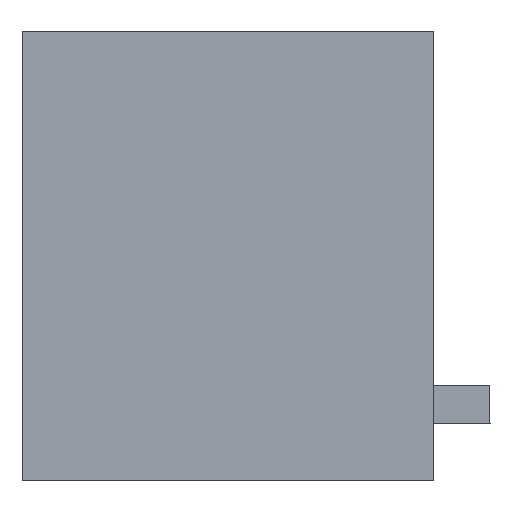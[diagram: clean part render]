
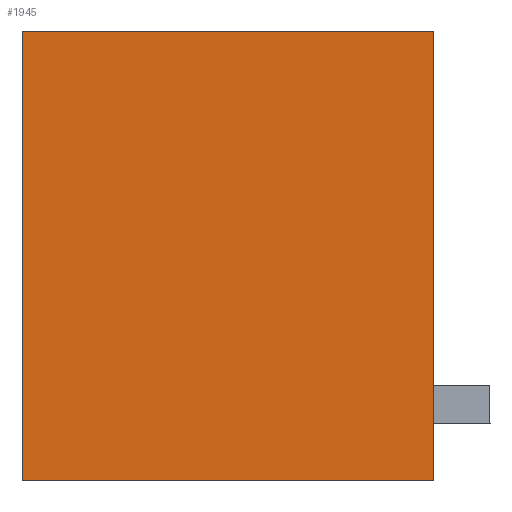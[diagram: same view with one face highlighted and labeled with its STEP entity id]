
A CAD part, left-side view. The second image highlights one B-rep face of the part: STEP entity #1945.
In plain terms, the highlighted planar face has unit normal (-1, 0, 0).
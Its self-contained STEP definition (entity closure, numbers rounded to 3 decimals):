
#1932=AXIS2_PLACEMENT_3D('Plane Axis2P3D',#1929,#1930,#1931) ;
#244=CARTESIAN_POINT('Vertex',(0.,1.5,0.)) ;
#247=CARTESIAN_POINT('Line Origine',(0.,7.,0.)) ;
#251=CARTESIAN_POINT('Vertex',(0.,12.5,0.)) ;
#1271=CARTESIAN_POINT('Line Origine',(0.,7.,12.)) ;
#1275=CARTESIAN_POINT('Vertex',(0.,1.5,12.)) ;
#1277=CARTESIAN_POINT('Vertex',(0.,12.5,12.)) ;
#1917=CARTESIAN_POINT('Line Origine',(0.,1.5,6.)) ;
#1929=CARTESIAN_POINT('Axis2P3D Location',(0.,0.,0.)) ;
#1934=CARTESIAN_POINT('Line Origine',(0.,12.5,6.)) ;
#248=DIRECTION('Vector Direction',(0.,-1.,0.)) ;
#1272=DIRECTION('Vector Direction',(0.,1.,0.)) ;
#1918=DIRECTION('Vector Direction',(0.,0.,-1.)) ;
#1930=DIRECTION('Axis2P3D Direction',(-1.,0.,0.)) ;
#1931=DIRECTION('Axis2P3D XDirection',(0.,0.,1.)) ;
#1935=DIRECTION('Vector Direction',(0.,0.,1.)) ;
#249=VECTOR('Line Direction',#248,1.) ;
#1273=VECTOR('Line Direction',#1272,1.) ;
#1919=VECTOR('Line Direction',#1918,1.) ;
#1936=VECTOR('Line Direction',#1935,1.) ;
#1940=ORIENTED_EDGE('',*,*,#253,.T.) ;
#1941=ORIENTED_EDGE('',*,*,#1921,.T.) ;
#1942=ORIENTED_EDGE('',*,*,#1279,.T.) ;
#1943=ORIENTED_EDGE('',*,*,#1938,.T.) ;
#1945=ADVANCED_FACE('HOUSING',(#1944),#1933,.T.) ;
#253=EDGE_CURVE('',#252,#245,#250,.T.) ;
#1279=EDGE_CURVE('',#1276,#1278,#1274,.T.) ;
#1921=EDGE_CURVE('',#245,#1276,#1920,.F.) ;
#1938=EDGE_CURVE('',#1278,#252,#1937,.F.) ;
#1939=EDGE_LOOP('',(#1940,#1941,#1942,#1943)) ;
#1944=FACE_OUTER_BOUND('',#1939,.T.) ;
#250=LINE('Line',#247,#249) ;
#1274=LINE('Line',#1271,#1273) ;
#1920=LINE('Line',#1917,#1919) ;
#1937=LINE('Line',#1934,#1936) ;
#1933=PLANE('',#1932) ;
#245=VERTEX_POINT('',#244) ;
#252=VERTEX_POINT('',#251) ;
#1276=VERTEX_POINT('',#1275) ;
#1278=VERTEX_POINT('',#1277) ;
